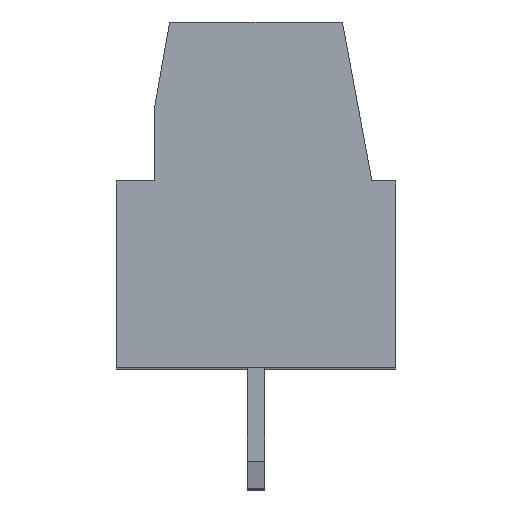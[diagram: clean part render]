
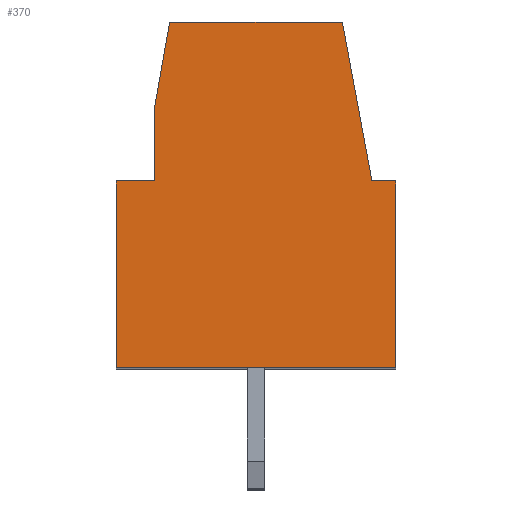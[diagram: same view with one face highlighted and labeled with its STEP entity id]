
A CAD part, top view. The second image highlights one B-rep face of the part: STEP entity #370.
In plain terms, the highlighted planar face has unit normal (0, 0, 1).
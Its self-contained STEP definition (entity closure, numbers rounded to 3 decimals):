
#370 = ADVANCED_FACE( '', ( #912 ), #913, .F. );
#912 = FACE_OUTER_BOUND( '', #1652, .T. );
#913 = PLANE( '', #1653 );
#1652 = EDGE_LOOP( '', ( #2544, #2545, #2546, #2547, #2548, #2549, #2550, #2551, #2552 ) );
#1653 = AXIS2_PLACEMENT_3D( '', #2553, #2554, #2555 );
#2544 = ORIENTED_EDGE( '', *, *, #4675, .T. );
#2545 = ORIENTED_EDGE( '', *, *, #4676, .F. );
#2546 = ORIENTED_EDGE( '', *, *, #4677, .F. );
#2547 = ORIENTED_EDGE( '', *, *, #4678, .F. );
#2548 = ORIENTED_EDGE( '', *, *, #4679, .F. );
#2549 = ORIENTED_EDGE( '', *, *, #4680, .F. );
#2550 = ORIENTED_EDGE( '', *, *, #4681, .F. );
#2551 = ORIENTED_EDGE( '', *, *, #4682, .T. );
#2552 = ORIENTED_EDGE( '', *, *, #4683, .F. );
#2553 = CARTESIAN_POINT( '', ( 0.81, -4.4, 0. ) );
#2554 = DIRECTION( '', ( 0., 0., -1. ) );
#2555 = DIRECTION( '', ( 0., -1., 0. ) );
#4675 = EDGE_CURVE( '', #5669, #5670, #5671, .T. );
#4676 = EDGE_CURVE( '', #5672, #5670, #5673, .T. );
#4677 = EDGE_CURVE( '', #5674, #5672, #5675, .T. );
#4678 = EDGE_CURVE( '', #5676, #5674, #5677, .T. );
#4679 = EDGE_CURVE( '', #5678, #5676, #5679, .T. );
#4680 = EDGE_CURVE( '', #5680, #5678, #5681, .T. );
#4681 = EDGE_CURVE( '', #5682, #5680, #5683, .T. );
#4682 = EDGE_CURVE( '', #5682, #5684, #5685, .T. );
#4683 = EDGE_CURVE( '', #5669, #5684, #5686, .T. );
#5669 = VERTEX_POINT( '', #7081 );
#5670 = VERTEX_POINT( '', #7082 );
#5671 = LINE( '', #7083, #7084 );
#5672 = VERTEX_POINT( '', #7085 );
#5673 = LINE( '', #7086, #7087 );
#5674 = VERTEX_POINT( '', #7088 );
#5675 = LINE( '', #7089, #7090 );
#5676 = VERTEX_POINT( '', #7091 );
#5677 = LINE( '', #7092, #7093 );
#5678 = VERTEX_POINT( '', #7094 );
#5679 = LINE( '', #7095, #7096 );
#5680 = VERTEX_POINT( '', #7097 );
#5681 = LINE( '', #7098, #7099 );
#5682 = VERTEX_POINT( '', #7100 );
#5683 = LINE( '', #7101, #7102 );
#5684 = VERTEX_POINT( '', #7103 );
#5685 = LINE( '', #7104, #7105 );
#5686 = LINE( '', #7106, #7107 );
#7081 = CARTESIAN_POINT( '', ( -6.55, 10., 0. ) );
#7082 = CARTESIAN_POINT( '', ( -7., 7.448, 0. ) );
#7083 = CARTESIAN_POINT( '', ( -6.55, 10., 0. ) );
#7084 = VECTOR( '', #8696, 1000. );
#7085 = CARTESIAN_POINT( '', ( -7., 5.4, 0. ) );
#7086 = CARTESIAN_POINT( '', ( -7., 5.4, 0. ) );
#7087 = VECTOR( '', #8697, 1000. );
#7088 = CARTESIAN_POINT( '', ( -8.1, 5.4, 0. ) );
#7089 = CARTESIAN_POINT( '', ( -8.1, 5.4, 0. ) );
#7090 = VECTOR( '', #8698, 1000. );
#7091 = CARTESIAN_POINT( '', ( -8.1, 0., 0. ) );
#7092 = CARTESIAN_POINT( '', ( -8.1, 0., 0. ) );
#7093 = VECTOR( '', #8699, 1000. );
#7094 = CARTESIAN_POINT( '', ( 0., 0., 0. ) );
#7095 = CARTESIAN_POINT( '', ( 0., 0., 0. ) );
#7096 = VECTOR( '', #8700, 1000. );
#7097 = CARTESIAN_POINT( '', ( 0., 5.4, 0. ) );
#7098 = CARTESIAN_POINT( '', ( 0., 5.4, 0. ) );
#7099 = VECTOR( '', #8701, 1000. );
#7100 = CARTESIAN_POINT( '', ( -0.697, 5.4, 0. ) );
#7101 = CARTESIAN_POINT( '', ( -0.697, 5.4, 0. ) );
#7102 = VECTOR( '', #8702, 1000. );
#7103 = CARTESIAN_POINT( '', ( -1.55, 10., 0. ) );
#7104 = CARTESIAN_POINT( '', ( -0.697, 5.4, 0. ) );
#7105 = VECTOR( '', #8703, 1000. );
#7106 = CARTESIAN_POINT( '', ( -6.55, 10., 0. ) );
#7107 = VECTOR( '', #8704, 1000. );
#8696 = DIRECTION( '', ( -0.174, -0.985, 0. ) );
#8697 = DIRECTION( '', ( 0., 1., 0. ) );
#8698 = DIRECTION( '', ( 1., 0., 0. ) );
#8699 = DIRECTION( '', ( 0., 1., 0. ) );
#8700 = DIRECTION( '', ( -1., 0., 0. ) );
#8701 = DIRECTION( '', ( 0., -1., 0. ) );
#8702 = DIRECTION( '', ( 1., 0., 0. ) );
#8703 = DIRECTION( '', ( -0.182, 0.983, 0. ) );
#8704 = DIRECTION( '', ( 1., 0., 0. ) );
